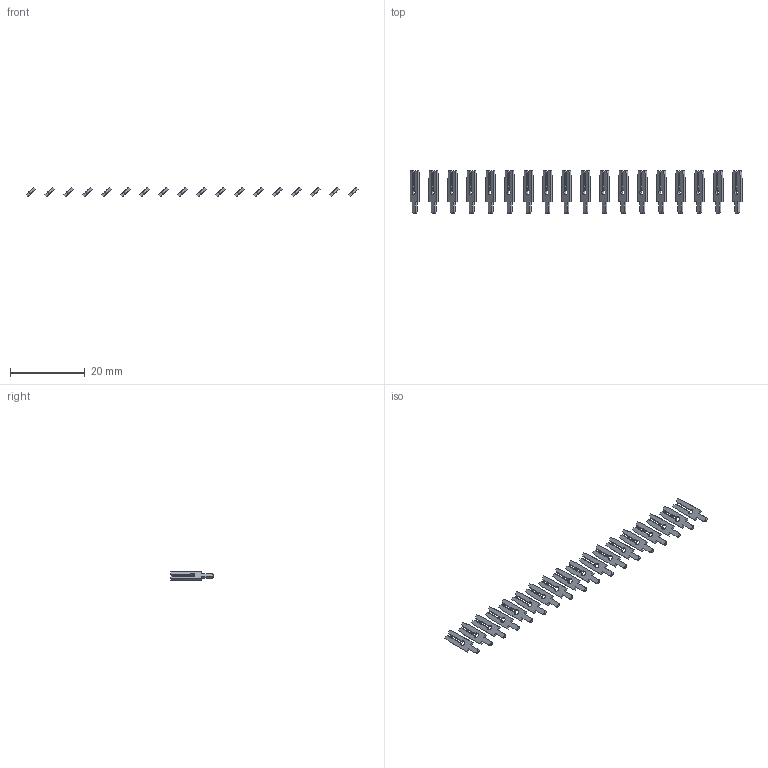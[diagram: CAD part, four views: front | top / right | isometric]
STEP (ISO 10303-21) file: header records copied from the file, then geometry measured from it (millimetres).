
FILE_DESCRIPTION (( 'STEP AP203' ), '1' );
FILE_NAME ('106-018-250-200.STEP', '2020-04-16T18:40:37', ( '' ), ( '' ), 'SwSTEP 2.0', 'SolidWorks 2016', '' );
FILE_SCHEMA (( 'CONFIG_CONTROL_DESIGN' ));
Length unit declared in the file: inch
Products named in the file (2): 106-018-250-200; 100-290-001_100-290-250
Assembly tree (18 placements, depth 2):
  106-018-250-200
    100-290-001_100-290-250  x18
Bounding box: 88.89 x 11.48 x 2.53 mm (x, y, z)
Volume: 280.9 mm3; surface area: 1320.3 mm2
Topology: 18 solids, 18 shells, 432 faces, 1188 edges, 792 vertices
Faces by surface type: plane 360, cylinder 72
Entity records: 1502 total; most frequent: CARTESIAN_POINT 167, DIRECTION 160, ORIENTED_EDGE 132, EDGE_CURVE 66, VECTOR 54, LINE 54, AXIS2_PLACEMENT_3D 53, LOCAL_TIME 46
